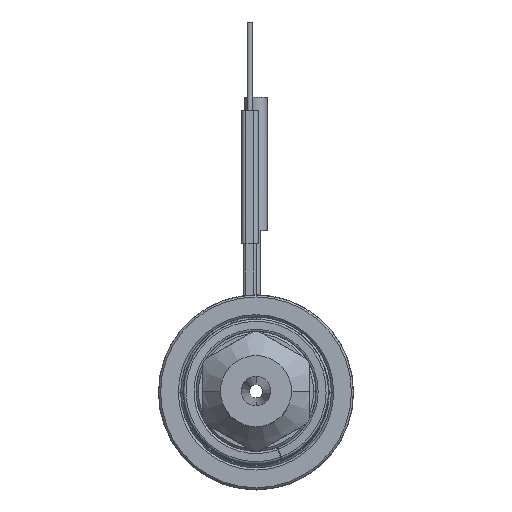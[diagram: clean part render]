
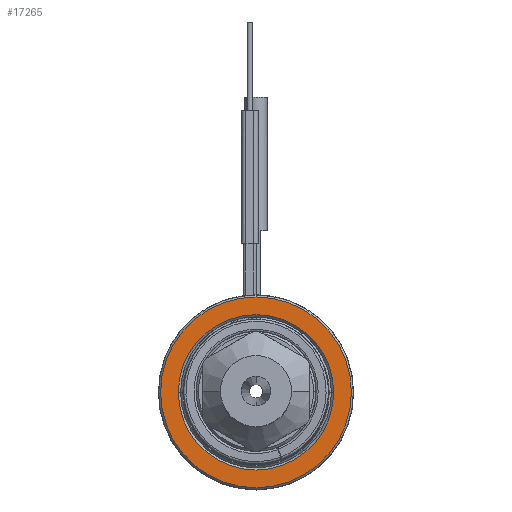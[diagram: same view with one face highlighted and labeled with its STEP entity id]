
A CAD part, top view. The second image highlights one B-rep face of the part: STEP entity #17265.
In plain terms, the highlighted planar face has unit normal (0, 0, 1).
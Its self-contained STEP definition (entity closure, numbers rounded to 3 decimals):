
#6470=CARTESIAN_POINT('',(0.,0.,40.));
#6471=DIRECTION('',(0.,0.,-1.));
#6472=DIRECTION('',(-1.,0.,0.));
#6473=AXIS2_PLACEMENT_3D('',#6470,#6471,#6472);
#6484=CARTESIAN_POINT('',(0.,0.,
40.));
#6485=DIRECTION('',(0.,0.,-1.));
#6486=DIRECTION('',(1.,0.,0.));
#6487=AXIS2_PLACEMENT_3D('',#6484,#6485,#6486);
#6498=CARTESIAN_POINT('',(0.,0.,
40.));
#6499=DIRECTION('',(0.,0.,-1.));
#6500=DIRECTION('',(1.,0.,0.));
#6501=AXIS2_PLACEMENT_3D('',#6498,#6499,#6500);
#6512=CARTESIAN_POINT('',(0.,0.,
40.));
#6513=DIRECTION('',(0.,0.,-1.));
#6514=DIRECTION('',(-1.,0.,0.));
#6515=AXIS2_PLACEMENT_3D('',#6512,#6513,#6514);
#6707=CARTESIAN_POINT('',(21.5,0.,40.));
#6708=CARTESIAN_POINT('',(-21.5,0.,40.));
#6709=VERTEX_POINT('',#6707);
#6710=VERTEX_POINT('',#6708);
#6711=CARTESIAN_POINT('',(17.5,0.,40.));
#6712=CARTESIAN_POINT('',(-17.5,0.,40.));
#6713=VERTEX_POINT('',#6711);
#6714=VERTEX_POINT('',#6712);
#17250=CARTESIAN_POINT('',(0.,0.,40.));
#17251=DIRECTION('',(0.,0.,1.));
#17252=DIRECTION('',(-1.,0.,0.));
#17253=AXIS2_PLACEMENT_3D('',#17250,#17251,#17252);
#17254=PLANE('',#17253);
#17255=ORIENTED_EDGE('',*,*,#17232,.T.);
#17256=ORIENTED_EDGE('',*,*,#17217,.T.);
#17257=EDGE_LOOP('',(#17255,#17256));
#17258=FACE_OUTER_BOUND('',#17257,.F.);
#17260=ORIENTED_EDGE('',*,*,#17259,.F.);
#17262=ORIENTED_EDGE('',*,*,#17261,.F.);
#17263=EDGE_LOOP('',(#17260,#17262));
#17264=FACE_BOUND('',#17263,.F.);
#6474=CIRCLE('',#6473,21.5);
#6488=CIRCLE('',#6487,21.5);
#6502=CIRCLE('',#6501,17.5);
#6516=CIRCLE('',#6515,17.5);
#17217=EDGE_CURVE('',#6710,#6709,#6474,.T.);
#17232=EDGE_CURVE('',#6709,#6710,#6488,.T.);
#17259=EDGE_CURVE('',#6713,#6714,#6502,.T.);
#17261=EDGE_CURVE('',#6714,#6713,#6516,.T.);
#17265=ADVANCED_FACE('',(#17258,#17264),#17254,.T.);
